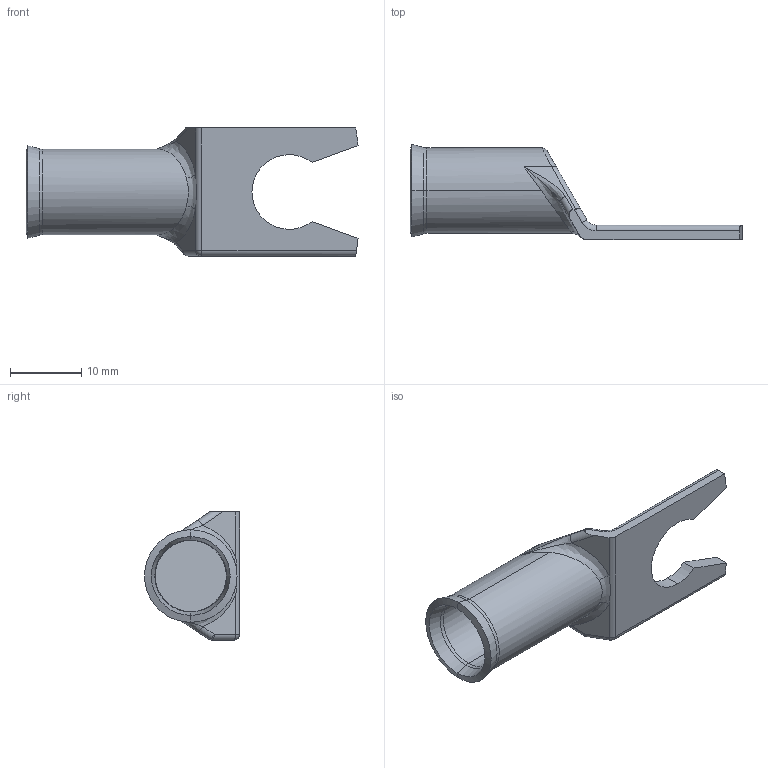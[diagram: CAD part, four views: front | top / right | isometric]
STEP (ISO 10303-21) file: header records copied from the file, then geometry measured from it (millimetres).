
FILE_DESCRIPTION (( 'STEP AP203' ), '1' );
FILE_NAME ('50 mm² ÇATAL TÝP BAKIR SKP M10.STEP', '2025-07-21T07:14:30', ( '' ), ( '' ), 'SwSTEP 2.0', 'SolidWorks 2023', '' );
FILE_SCHEMA (( 'CONFIG_CONTROL_DESIGN' ));
Length unit declared in the file: millimetre
Products named in the file (1): 50 mm² ÇATAL TİP BAKIR SKP M10
Bounding box: 46.65 x 13.35 x 18 mm (x, y, z)
Volume: 1653.8 mm3; surface area: 2426.3 mm2
Topology: 1 solids, 1 shells, 56 faces, 132 edges, 76 vertices
Faces by surface type: cylinder 22, plane 12, torus 7, bspline 7, cone 6, sphere 2
Entity records: 1915 total; most frequent: CARTESIAN_POINT 622, ORIENTED_EDGE 260, DIRECTION 258, EDGE_CURVE 130, AXIS2_PLACEMENT_3D 102, VERTEX_POINT 76, EDGE_LOOP 56, ADVANCED_FACE 56
